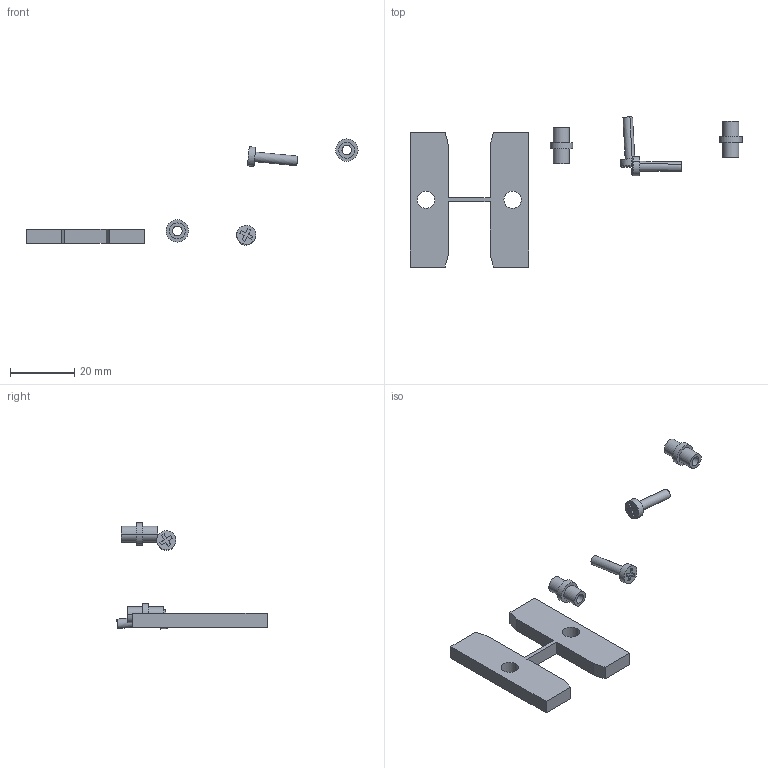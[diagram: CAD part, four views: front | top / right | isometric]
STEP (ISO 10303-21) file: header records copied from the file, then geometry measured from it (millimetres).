
FILE_DESCRIPTION((''),'2;1');
FILE_NAME('XACA009_ASM','2021-04-19T10:56:49',('SESA231899'),('Schneider-Electric'),'CREO PARAMETRIC BY PTC INC, 2019471','CREO PARAMETRIC BY PTC INC, 2019471','');
FILE_SCHEMA(('AP242_MANAGED_MODEL_BASED_3D_ENGINEERING_MIM_LF { 1 0 10303 442 1 1 4 }'));
Products named in the file (4): XACA009_CPRT0001; XACA009_CPRT0002; XACA009_CPRT0003; XACA009_ASM
Assembly tree (5 placements, depth 2):
  XACA009_ASM
    XACA009_CPRT0001
    XACA009_CPRT0002  x2
    XACA009_CPRT0003  x2
Bounding box: 103.63 x 46.88 x 33.12 mm (x, y, z)
Volume: 4914.3 mm3; surface area: 4298.3 mm2
Topology: 5 solids, 5 shells, 86 faces, 210 edges, 148 vertices
Faces by surface type: plane 58, cylinder 28
Entity records: 84679 total; most frequent: CARTESIAN_POINT 80598, POLYLINE 1386, DIRECTION 482, ORIENTED_EDGE 264, AXIS2_PLACEMENT_3D 189, EDGE_CURVE 132, PROPERTY_DEFINITION 109, REPRESENTATION 106
